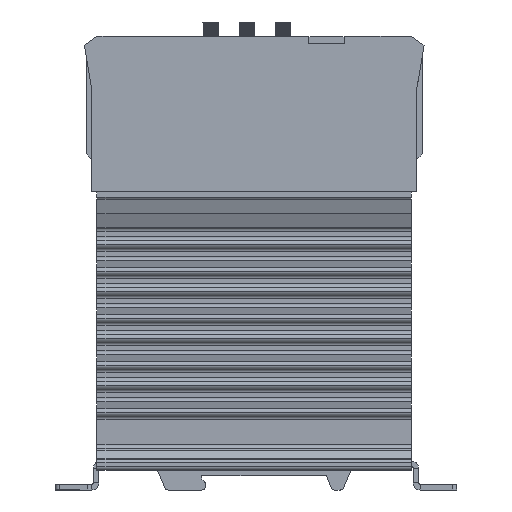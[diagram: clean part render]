
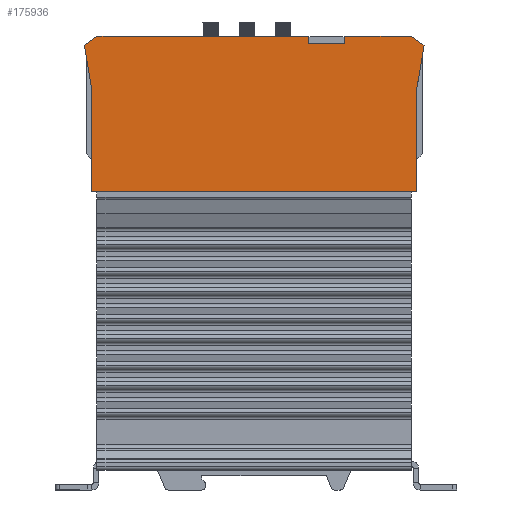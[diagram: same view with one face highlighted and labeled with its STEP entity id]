
A CAD part, left-side view. The second image highlights one B-rep face of the part: STEP entity #175936.
In plain terms, the highlighted planar face has unit normal (-1, 0, 0).
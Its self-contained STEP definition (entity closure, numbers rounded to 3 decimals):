
#3846 = CARTESIAN_POINT ( 'NONE',  ( 0., -47., -2.451 ) ) ;
#4370 = VERTEX_POINT ( 'NONE', #116835 ) ;
#7598 = CARTESIAN_POINT ( 'NONE',  ( 0., -43.5, 0. ) ) ;
#8232 = ORIENTED_EDGE ( 'NONE', *, *, #57008, .T. ) ;
#12850 = VERTEX_POINT ( 'NONE', #77406 ) ;
#16377 = EDGE_LOOP ( 'NONE', ( #8232, #123322, #141256, #134492, #20336, #133859, #21368, #45894, #119806, #34050, #88259, #127442 ) ) ;
#20336 = ORIENTED_EDGE ( 'NONE', *, *, #165130, .F. ) ;
#21368 = ORIENTED_EDGE ( 'NONE', *, *, #34164, .F. ) ;
#22072 = EDGE_CURVE ( 'NONE', #115507, #146238, #45307, .T. ) ;
#24210 = CARTESIAN_POINT ( 'NONE',  ( 0., 43.5, 0. ) ) ;
#28643 = DIRECTION ( 'NONE',  ( 0., 1., 0. ) ) ;
#32858 = DIRECTION ( 'NONE',  ( 0., 0., 1. ) ) ;
#34050 = ORIENTED_EDGE ( 'NONE', *, *, #91515, .F. ) ;
#34164 = EDGE_CURVE ( 'NONE', #146955, #71949, #172318, .T. ) ;
#38328 = VECTOR ( 'NONE', #161412, 1000. ) ;
#38813 = CARTESIAN_POINT ( 'NONE',  ( 0., -15., -2. ) ) ;
#39863 = LINE ( 'NONE', #52020, #51592 ) ;
#40982 = LINE ( 'NONE', #7598, #172606 ) ;
#45307 = LINE ( 'NONE', #133706, #38328 ) ;
#45894 = ORIENTED_EDGE ( 'NONE', *, *, #107659, .F. ) ;
#47085 = VECTOR ( 'NONE', #131415, 1000. ) ;
#47162 = CARTESIAN_POINT ( 'NONE',  ( 0., -25., -2. ) ) ;
#47612 = DIRECTION ( 'NONE',  ( 0., 0., 1. ) ) ;
#48621 = LINE ( 'NONE', #96131, #163831 ) ;
#50656 = EDGE_CURVE ( 'NONE', #71949, #12850, #92847, .T. ) ;
#51592 = VECTOR ( 'NONE', #143285, 1000. ) ;
#52020 = CARTESIAN_POINT ( 'NONE',  ( 0., -47., -2.451 ) ) ;
#53426 = CARTESIAN_POINT ( 'NONE',  ( 0., -45., -14.451 ) ) ;
#54947 = CARTESIAN_POINT ( 'NONE',  ( 0., -25., -2. ) ) ;
#55954 = CARTESIAN_POINT ( 'NONE',  ( 0., -15., -2. ) ) ;
#56545 = LINE ( 'NONE', #55954, #47085 ) ;
#57008 = EDGE_CURVE ( 'NONE', #115507, #149847, #56545, .T. ) ;
#57653 = CARTESIAN_POINT ( 'NONE',  ( 0., 45., -43. ) ) ;
#58248 = CARTESIAN_POINT ( 'NONE',  ( 0., -25., 0. ) ) ;
#58363 = VERTEX_POINT ( 'NONE', #3846 ) ;
#65797 = VECTOR ( 'NONE', #47612, 1000. ) ;
#67637 = VECTOR ( 'NONE', #141587, 1000. ) ;
#71764 = EDGE_CURVE ( 'NONE', #146238, #78066, #105017, .T. ) ;
#71949 = VERTEX_POINT ( 'NONE', #119865 ) ;
#72142 = CARTESIAN_POINT ( 'NONE',  ( 0., 45., -14.451 ) ) ;
#72742 = EDGE_CURVE ( 'NONE', #173260, #192193, #79352, .T. ) ;
#73000 = LINE ( 'NONE', #98556, #143507 ) ;
#76549 = CARTESIAN_POINT ( 'NONE',  ( 0., 45., -14.451 ) ) ;
#77406 = CARTESIAN_POINT ( 'NONE',  ( 0., 45., -43. ) ) ;
#78066 = VERTEX_POINT ( 'NONE', #58248 ) ;
#78857 = DIRECTION ( 'NONE',  ( -1., 0., 0. ) ) ;
#79352 = LINE ( 'NONE', #171202, #67637 ) ;
#80838 = AXIS2_PLACEMENT_3D ( 'NONE', #134601, #78857, #32858 ) ;
#81619 = DIRECTION ( 'NONE',  ( 0., -0.819, -0.574 ) ) ;
#82169 = LINE ( 'NONE', #76549, #65797 ) ;
#83821 = DIRECTION ( 'NONE',  ( 0., 0., 1. ) ) ;
#86502 = VECTOR ( 'NONE', #97710, 1000. ) ;
#88107 = VECTOR ( 'NONE', #28643, 1000. ) ;
#88259 = ORIENTED_EDGE ( 'NONE', *, *, #71764, .F. ) ;
#91515 = EDGE_CURVE ( 'NONE', #78066, #4370, #40982, .T. ) ;
#92847 = LINE ( 'NONE', #57653, #88107 ) ;
#96131 = CARTESIAN_POINT ( 'NONE',  ( 0., -43.5, 0. ) ) ;
#97710 = DIRECTION ( 'NONE',  ( 0., -1., 0. ) ) ;
#98556 = CARTESIAN_POINT ( 'NONE',  ( 0., 47., -2.451 ) ) ;
#105017 = LINE ( 'NONE', #54947, #147267 ) ;
#107659 = EDGE_CURVE ( 'NONE', #58363, #146955, #39863, .T. ) ;
#115507 = VERTEX_POINT ( 'NONE', #38813 ) ;
#115550 = DIRECTION ( 'NONE',  ( 0., 0.164, 0.986 ) ) ;
#116110 = VERTEX_POINT ( 'NONE', #72142 ) ;
#116835 = CARTESIAN_POINT ( 'NONE',  ( 0., -43.5, 0. ) ) ;
#119806 = ORIENTED_EDGE ( 'NONE', *, *, #172921, .F. ) ;
#119865 = CARTESIAN_POINT ( 'NONE',  ( 0., -45., -43. ) ) ;
#119900 = CARTESIAN_POINT ( 'NONE',  ( 0., -45., -14.451 ) ) ;
#121773 = LINE ( 'NONE', #185723, #86502 ) ;
#123322 = ORIENTED_EDGE ( 'NONE', *, *, #192569, .F. ) ;
#124160 = PLANE ( 'NONE',  #80838 ) ;
#127442 = ORIENTED_EDGE ( 'NONE', *, *, #22072, .F. ) ;
#131415 = DIRECTION ( 'NONE',  ( 0., 0., 1. ) ) ;
#133706 = CARTESIAN_POINT ( 'NONE',  ( 0., -15., -2. ) ) ;
#133859 = ORIENTED_EDGE ( 'NONE', *, *, #50656, .F. ) ;
#134492 = ORIENTED_EDGE ( 'NONE', *, *, #157121, .F. ) ;
#134601 = CARTESIAN_POINT ( 'NONE',  ( 0., 0., 0. ) ) ;
#134679 = CARTESIAN_POINT ( 'NONE',  ( 0., 47., -2.451 ) ) ;
#141256 = ORIENTED_EDGE ( 'NONE', *, *, #72742, .F. ) ;
#141587 = DIRECTION ( 'NONE',  ( 0., -0.819, 0.574 ) ) ;
#141591 = FACE_OUTER_BOUND ( 'NONE', #16377, .T. ) ;
#143285 = DIRECTION ( 'NONE',  ( 0., 0.164, -0.986 ) ) ;
#143507 = VECTOR ( 'NONE', #115550, 1000. ) ;
#146238 = VERTEX_POINT ( 'NONE', #47162 ) ;
#146955 = VERTEX_POINT ( 'NONE', #53426 ) ;
#147267 = VECTOR ( 'NONE', #83821, 1000. ) ;
#149847 = VERTEX_POINT ( 'NONE', #151853 ) ;
#151853 = CARTESIAN_POINT ( 'NONE',  ( 0., -15., 0. ) ) ;
#156769 = DIRECTION ( 'NONE',  ( 0., -1., 0. ) ) ;
#157121 = EDGE_CURVE ( 'NONE', #116110, #173260, #73000, .T. ) ;
#161412 = DIRECTION ( 'NONE',  ( 0., -1., 0. ) ) ;
#161994 = DIRECTION ( 'NONE',  ( 0., 0., -1. ) ) ;
#163831 = VECTOR ( 'NONE', #81619, 1000. ) ;
#165130 = EDGE_CURVE ( 'NONE', #12850, #116110, #82169, .T. ) ;
#165388 = VECTOR ( 'NONE', #161994, 1000. ) ;
#171202 = CARTESIAN_POINT ( 'NONE',  ( 0., 43.5, 0. ) ) ;
#172318 = LINE ( 'NONE', #119900, #165388 ) ;
#172606 = VECTOR ( 'NONE', #156769, 1000. ) ;
#172921 = EDGE_CURVE ( 'NONE', #4370, #58363, #48621, .T. ) ;
#173260 = VERTEX_POINT ( 'NONE', #134679 ) ;
#175936 = ADVANCED_FACE ( 'NONE', ( #141591 ), #124160, .T. ) ;
#185723 = CARTESIAN_POINT ( 'NONE',  ( 0., -43.5, 0. ) ) ;
#192193 = VERTEX_POINT ( 'NONE', #24210 ) ;
#192569 = EDGE_CURVE ( 'NONE', #192193, #149847, #121773, .T. ) ;
